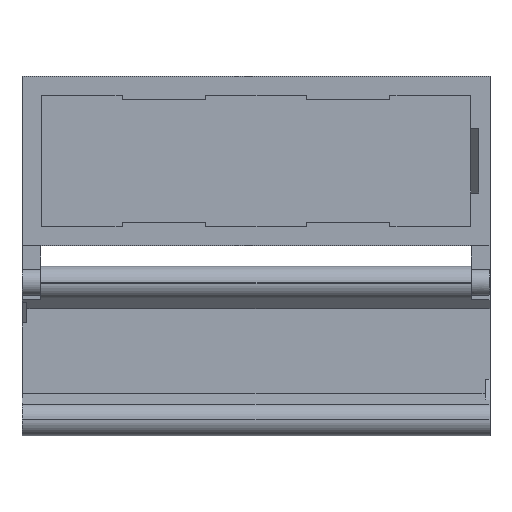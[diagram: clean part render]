
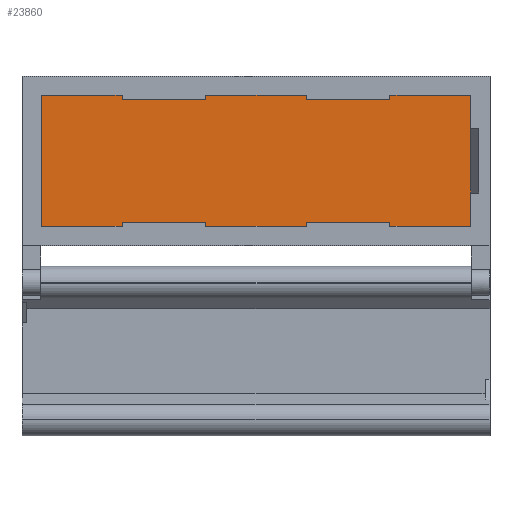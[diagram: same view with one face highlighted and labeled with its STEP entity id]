
A CAD part, top view. The second image highlights one B-rep face of the part: STEP entity #23860.
In plain terms, the highlighted face is planar.
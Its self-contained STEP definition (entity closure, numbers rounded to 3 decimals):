
#21530=CARTESIAN_POINT('',(-11.419,23.645,25.97));
#21540=VERTEX_POINT('',#21530);
#21570=CARTESIAN_POINT('',(-12.01,23.645,25.97));
#21580=DIRECTION('',(1.,0.,0.));
#21590=VECTOR('',#21580,1.);
#21600=LINE('',#21570,#21590);
#21610=CARTESIAN_POINT('',(-15.419,23.645,25.97));
#21620=VERTEX_POINT('',#21610);
#21630=EDGE_CURVE('',#21620,#21540,#21600,.T.);
#22280=CARTESIAN_POINT('',(-9.619,23.645,52.27));
#22290=DIRECTION('',(-0.,1.,0.));
#22300=DIRECTION('',(1.,0.,0.));
#22310=AXIS2_PLACEMENT_3D('',#22280,#22290,#22300);
#22320=PLANE('',#22310);
#22330=CARTESIAN_POINT('',(-12.434,23.645,47.57));
#22340=DIRECTION('',(1.,0.,0.));
#22350=VECTOR('',#22340,1.);
#22360=LINE('',#22330,#22350);
#22370=CARTESIAN_POINT('',(-17.469,23.645,47.57));
#22380=VERTEX_POINT('',#22370);
#22390=CARTESIAN_POINT('',(-17.219,23.645,47.57));
#22400=VERTEX_POINT('',#22390);
#22410=EDGE_CURVE('',#22380,#22400,#22360,.T.);
#22420=ORIENTED_EDGE('',*,*,#22410,.F.);
#22430=CARTESIAN_POINT('',(-17.219,23.645,53.57));
#22440=DIRECTION('',(0.,0.,-1.));
#22450=VECTOR('',#22440,1.);
#22460=LINE('',#22430,#22450);
#22470=CARTESIAN_POINT('',(-17.219,23.645,42.37));
#22480=VERTEX_POINT('',#22470);
#22490=EDGE_CURVE('',#22400,#22480,#22460,.T.);
#22500=ORIENTED_EDGE('',*,*,#22490,.F.);
#22510=CARTESIAN_POINT('',(-12.434,23.645,42.37));
#22520=DIRECTION('',(-1.,0.,0.));
#22530=VECTOR('',#22520,1.);
#22540=LINE('',#22510,#22530);
#22550=CARTESIAN_POINT('',(-17.469,23.645,42.37));
#22560=VERTEX_POINT('',#22550);
#22570=EDGE_CURVE('',#22480,#22560,#22540,.T.);
#22580=ORIENTED_EDGE('',*,*,#22570,.F.);
#22590=CARTESIAN_POINT('',(-17.469,23.645,53.57));
#22600=DIRECTION('',(0.,0.,-1.));
#22610=VECTOR('',#22600,1.);
#22620=LINE('',#22590,#22610);
#22630=CARTESIAN_POINT('',(-17.469,23.645,36.17));
#22640=VERTEX_POINT('',#22630);
#22650=EDGE_CURVE('',#22560,#22640,#22620,.T.);
#22660=ORIENTED_EDGE('',*,*,#22650,.F.);
#22670=CARTESIAN_POINT('',(-12.434,23.645,36.17));
#22680=DIRECTION('',(1.,0.,0.));
#22690=VECTOR('',#22680,1.);
#22700=LINE('',#22670,#22690);
#22710=CARTESIAN_POINT('',(-17.219,23.645,36.17));
#22720=VERTEX_POINT('',#22710);
#22730=EDGE_CURVE('',#22640,#22720,#22700,.T.);
#22740=ORIENTED_EDGE('',*,*,#22730,.F.);
#22750=CARTESIAN_POINT('',(-17.219,23.645,53.57));
#22760=DIRECTION('',(0.,0.,-1.));
#22770=VECTOR('',#22760,1.);
#22780=LINE('',#22750,#22770);
#22790=CARTESIAN_POINT('',(-17.219,23.645,30.97));
#22800=VERTEX_POINT('',#22790);
#22810=EDGE_CURVE('',#22720,#22800,#22780,.T.);
#22820=ORIENTED_EDGE('',*,*,#22810,.F.);
#22830=CARTESIAN_POINT('',(-12.434,23.645,30.97));
#22840=DIRECTION('',(-1.,0.,0.));
#22850=VECTOR('',#22840,1.);
#22860=LINE('',#22830,#22850);
#22870=CARTESIAN_POINT('',(-17.469,23.645,30.97));
#22880=VERTEX_POINT('',#22870);
#22890=EDGE_CURVE('',#22800,#22880,#22860,.T.);
#22900=ORIENTED_EDGE('',*,*,#22890,.F.);
#22910=CARTESIAN_POINT('',(-17.469,23.645,25.97));
#22920=VERTEX_POINT('',#22910);
#22930=EDGE_CURVE('',#22880,#22920,#22620,.T.);
#22940=ORIENTED_EDGE('',*,*,#22930,.F.);
#22950=CARTESIAN_POINT('',(-12.01,23.645,25.97));
#22960=DIRECTION('',(-1.,0.,0.));
#22970=VECTOR('',#22960,1.);
#22980=LINE('',#22950,#22970);
#22990=EDGE_CURVE('',#21620,#22920,#22980,.T.);
#23000=ORIENTED_EDGE('',*,*,#22990,.T.);
#23010=ORIENTED_EDGE('',*,*,#21630,.F.);
#23020=CARTESIAN_POINT('',(-12.434,23.645,25.97));
#23030=DIRECTION('',(1.,0.,0.));
#23040=VECTOR('',#23030,1.);
#23050=LINE('',#23020,#23040);
#23060=CARTESIAN_POINT('',(-9.369,23.645,25.97));
#23070=VERTEX_POINT('',#23060);
#23080=EDGE_CURVE('',#21540,#23070,#23050,.T.);
#23090=ORIENTED_EDGE('',*,*,#23080,.F.);
#23100=CARTESIAN_POINT('',(-9.369,23.645,53.57));
#23110=DIRECTION('',(0.,0.,1.));
#23120=VECTOR('',#23110,1.);
#23130=LINE('',#23100,#23120);
#23140=CARTESIAN_POINT('',(-9.369,23.645,30.97));
#23150=VERTEX_POINT('',#23140);
#23160=EDGE_CURVE('',#23070,#23150,#23130,.T.);
#23170=ORIENTED_EDGE('',*,*,#23160,.F.);
#23180=CARTESIAN_POINT('',(-12.434,23.645,30.97));
#23190=DIRECTION('',(-1.,0.,0.));
#23200=VECTOR('',#23190,1.);
#23210=LINE('',#23180,#23200);
#23220=CARTESIAN_POINT('',(-9.619,23.645,30.97));
#23230=VERTEX_POINT('',#23220);
#23240=EDGE_CURVE('',#23150,#23230,#23210,.T.);
#23250=ORIENTED_EDGE('',*,*,#23240,.F.);
#23260=CARTESIAN_POINT('',(-9.619,23.645,53.57));
#23270=DIRECTION('',(0.,0.,1.));
#23280=VECTOR('',#23270,1.);
#23290=LINE('',#23260,#23280);
#23300=CARTESIAN_POINT('',(-9.619,23.645,36.17));
#23310=VERTEX_POINT('',#23300);
#23320=EDGE_CURVE('',#23230,#23310,#23290,.T.);
#23330=ORIENTED_EDGE('',*,*,#23320,.F.);
#23340=CARTESIAN_POINT('',(-12.434,23.645,36.17));
#23350=DIRECTION('',(1.,0.,0.));
#23360=VECTOR('',#23350,1.);
#23370=LINE('',#23340,#23360);
#23380=CARTESIAN_POINT('',(-9.369,23.645,36.17));
#23390=VERTEX_POINT('',#23380);
#23400=EDGE_CURVE('',#23310,#23390,#23370,.T.);
#23410=ORIENTED_EDGE('',*,*,#23400,.F.);
#23420=CARTESIAN_POINT('',(-9.369,23.645,42.37));
#23430=VERTEX_POINT('',#23420);
#23440=EDGE_CURVE('',#23390,#23430,#23130,.T.);
#23450=ORIENTED_EDGE('',*,*,#23440,.F.);
#23460=CARTESIAN_POINT('',(-12.434,23.645,42.37));
#23470=DIRECTION('',(-1.,0.,0.));
#23480=VECTOR('',#23470,1.);
#23490=LINE('',#23460,#23480);
#23500=CARTESIAN_POINT('',(-9.619,23.645,42.37));
#23510=VERTEX_POINT('',#23500);
#23520=EDGE_CURVE('',#23430,#23510,#23490,.T.);
#23530=ORIENTED_EDGE('',*,*,#23520,.F.);
#23540=CARTESIAN_POINT('',(-9.619,23.645,53.57));
#23550=DIRECTION('',(0.,0.,1.));
#23560=VECTOR('',#23550,1.);
#23570=LINE('',#23540,#23560);
#23580=CARTESIAN_POINT('',(-9.619,23.645,47.57));
#23590=VERTEX_POINT('',#23580);
#23600=EDGE_CURVE('',#23510,#23590,#23570,.T.);
#23610=ORIENTED_EDGE('',*,*,#23600,.F.);
#23620=CARTESIAN_POINT('',(-12.434,23.645,47.57));
#23630=DIRECTION('',(1.,0.,0.));
#23640=VECTOR('',#23630,1.);
#23650=LINE('',#23620,#23640);
#23660=CARTESIAN_POINT('',(-9.369,23.645,47.57));
#23670=VERTEX_POINT('',#23660);
#23680=EDGE_CURVE('',#23590,#23670,#23650,.T.);
#23690=ORIENTED_EDGE('',*,*,#23680,.F.);
#23700=CARTESIAN_POINT('',(-9.369,23.645,52.57));
#23710=VERTEX_POINT('',#23700);
#23720=EDGE_CURVE('',#23670,#23710,#23130,.T.);
#23730=ORIENTED_EDGE('',*,*,#23720,.F.);
#23740=CARTESIAN_POINT('',(-12.434,23.645,52.57));
#23750=DIRECTION('',(-1.,0.,0.));
#23760=VECTOR('',#23750,1.);
#23770=LINE('',#23740,#23760);
#23780=CARTESIAN_POINT('',(-17.469,23.645,52.57));
#23790=VERTEX_POINT('',#23780);
#23800=EDGE_CURVE('',#23710,#23790,#23770,.T.);
#23810=ORIENTED_EDGE('',*,*,#23800,.F.);
#23820=EDGE_CURVE('',#23790,#22380,#22620,.T.);
#23830=ORIENTED_EDGE('',*,*,#23820,.F.);
#23840=EDGE_LOOP('',(#23830,#23810,#23730,#23690,#23610,#23530,#23450,
#23410,#23330,#23250,#23170,#23090,#23010,#23000,#22940,#22900,#22820,
#22740,#22660,#22580,#22500,#22420));
#23850=FACE_OUTER_BOUND('',#23840,.T.);
#23860=ADVANCED_FACE('',(#23850),#22320,.T.);
